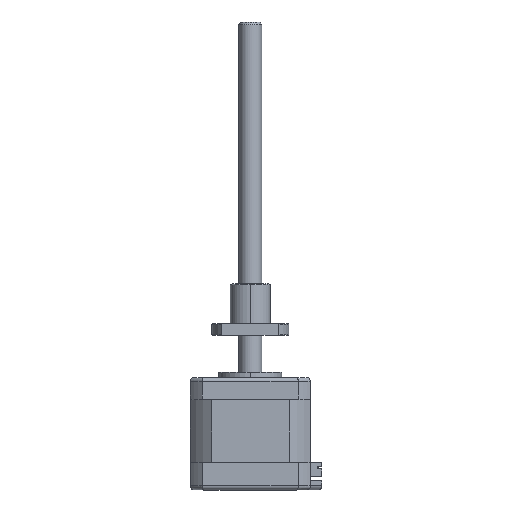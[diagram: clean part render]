
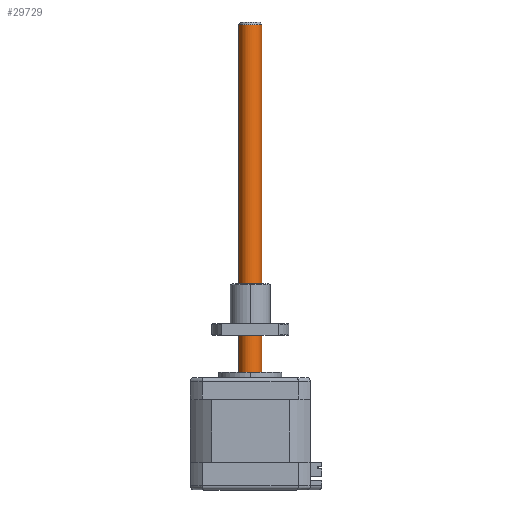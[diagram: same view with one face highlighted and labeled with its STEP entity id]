
A CAD part, top view. The second image highlights one B-rep face of the part: STEP entity #29729.
In plain terms, the highlighted cylindrical face has radius 4 mm (diameter 8 mm), a partial arc.
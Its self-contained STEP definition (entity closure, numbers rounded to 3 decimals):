
#1763 = EDGE_CURVE ( 'NONE', #29209, #8778, #7902, .T. ) ;
#2334 = VERTEX_POINT ( 'NONE', #7561 ) ;
#2601 = ORIENTED_EDGE ( 'NONE', *, *, #40200, .T. ) ;
#3266 = EDGE_CURVE ( 'NONE', #2334, #29209, #21959, .T. ) ;
#3287 = CARTESIAN_POINT ( 'NONE',  ( -8.709, 17.843, 16.638 ) ) ;
#4727 = FACE_OUTER_BOUND ( 'NONE', #16984, .T. ) ;
#5009 = DIRECTION ( 'NONE',  ( 0., -1., 0. ) ) ;
#6790 = DIRECTION ( 'NONE',  ( 0., -1., 0. ) ) ;
#7561 = CARTESIAN_POINT ( 'NONE',  ( -0.709, 141.843, 16.638 ) ) ;
#7902 = CIRCLE ( 'NONE', #9871, 4. ) ;
#8712 = CARTESIAN_POINT ( 'NONE',  ( -4.709, 17.843, 16.638 ) ) ;
#8778 = VERTEX_POINT ( 'NONE', #3287 ) ;
#9515 = DIRECTION ( 'NONE',  ( 0., -1., 0. ) ) ;
#9871 = AXIS2_PLACEMENT_3D ( 'NONE', #8712, #5009, #31267 ) ;
#11635 = VECTOR ( 'NONE', #33528, 1000. ) ;
#13162 = ORIENTED_EDGE ( 'NONE', *, *, #37861, .T. ) ;
#14481 = DIRECTION ( 'NONE',  ( -1., 0., 0. ) ) ;
#14989 = LINE ( 'NONE', #19599, #11635 ) ;
#15376 = DIRECTION ( 'NONE',  ( 0., -1., 0. ) ) ;
#16723 = AXIS2_PLACEMENT_3D ( 'NONE', #27168, #9515, #28243 ) ;
#16984 = EDGE_LOOP ( 'NONE', ( #45341, #13162, #2601, #30208 ) ) ;
#19112 = CARTESIAN_POINT ( 'NONE',  ( -0.709, 142.843, 16.638 ) ) ;
#19599 = CARTESIAN_POINT ( 'NONE',  ( -8.709, 142.843, 16.638 ) ) ;
#21959 = LINE ( 'NONE', #19112, #39073 ) ;
#26720 = CARTESIAN_POINT ( 'NONE',  ( -8.709, 141.843, 16.638 ) ) ;
#27168 = CARTESIAN_POINT ( 'NONE',  ( -4.709, 141.843, 16.638 ) ) ;
#28243 = DIRECTION ( 'NONE',  ( 1., 0., 0. ) ) ;
#29209 = VERTEX_POINT ( 'NONE', #43535 ) ;
#29729 = ADVANCED_FACE ( 'NONE', ( #4727 ), #41213, .T. ) ;
#30208 = ORIENTED_EDGE ( 'NONE', *, *, #1763, .F. ) ;
#31267 = DIRECTION ( 'NONE',  ( -1., 0., 0. ) ) ;
#33528 = DIRECTION ( 'NONE',  ( 0., -1., 0. ) ) ;
#35565 = VERTEX_POINT ( 'NONE', #26720 ) ;
#37861 = EDGE_CURVE ( 'NONE', #2334, #35565, #41329, .T. ) ;
#39073 = VECTOR ( 'NONE', #15376, 1000. ) ;
#40200 = EDGE_CURVE ( 'NONE', #35565, #8778, #14989, .T. ) ;
#41213 = CYLINDRICAL_SURFACE ( 'NONE', #41223, 4. ) ;
#41223 = AXIS2_PLACEMENT_3D ( 'NONE', #42592, #6790, #14481 ) ;
#41329 = CIRCLE ( 'NONE', #16723, 4. ) ;
#42592 = CARTESIAN_POINT ( 'NONE',  ( -4.709, 142.843, 16.638 ) ) ;
#43535 = CARTESIAN_POINT ( 'NONE',  ( -0.709, 17.843, 16.638 ) ) ;
#45341 = ORIENTED_EDGE ( 'NONE', *, *, #3266, .F. ) ;
